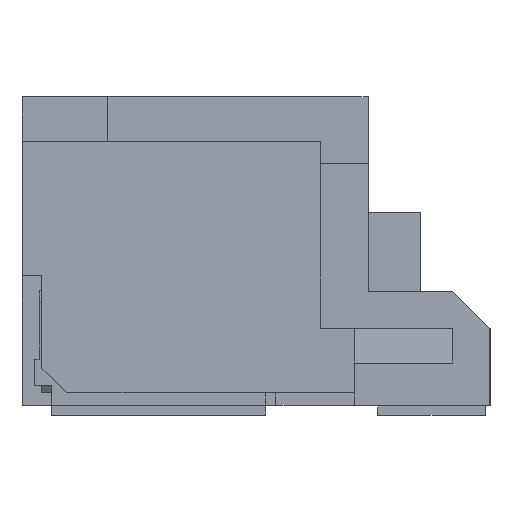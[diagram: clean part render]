
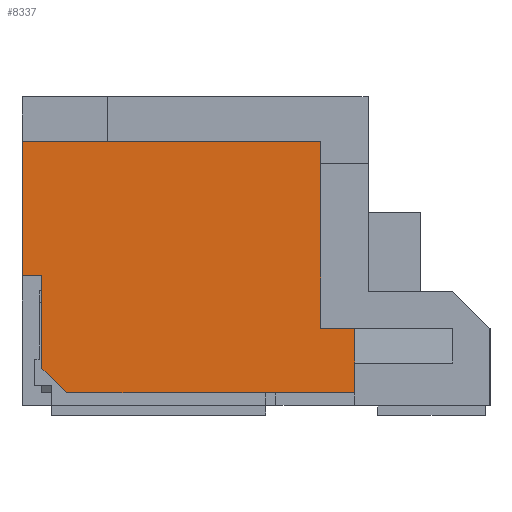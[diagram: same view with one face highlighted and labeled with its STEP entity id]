
A CAD part, left-side view. The second image highlights one B-rep face of the part: STEP entity #8337.
In plain terms, the highlighted planar face has unit normal (-1, 0, 0).
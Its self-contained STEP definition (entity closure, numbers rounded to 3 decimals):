
#441=DIRECTION('',(0.,0.,-1.));
#442=VECTOR('',#441,2.7);
#443=CARTESIAN_POINT('',(-11.,4.9,2.36));
#444=LINE('',#443,#442);
#1917=DIRECTION('',(0.,0.,1.));
#1918=VECTOR('',#1917,0.6);
#1919=CARTESIAN_POINT('',(-11.,-1.784,
-2.69));
#1920=LINE('',#1919,#1918);
#1929=DIRECTION('',(0.,-1.,0.));
#1930=VECTOR('',#1929,5.784);
#1931=CARTESIAN_POINT('',(-11.,4.,-2.69));
#1932=LINE('',#1931,#1930);
#1965=DIRECTION('',(0.,0.,-1.));
#1966=VECTOR('',#1965,1.85);
#1967=CARTESIAN_POINT('',(-11.,4.5,-0.34));
#1968=LINE('',#1967,#1966);
#1985=DIRECTION('',(0.,-0.707,-0.707));
#1986=VECTOR('',#1985,0.707);
#1987=CARTESIAN_POINT('',(-11.,4.5,-2.19));
#1988=LINE('',#1987,#1986);
#1989=DIRECTION('',(0.,1.,0.));
#1990=VECTOR('',#1989,0.4);
#1991=CARTESIAN_POINT('',(-11.,4.5,-0.34));
#1992=LINE('',#1991,#1990);
#1993=DIRECTION('',(0.,-1.,0.));
#1994=VECTOR('',#1993,6.);
#1995=CARTESIAN_POINT('',(-11.,4.9,2.36));
#1996=LINE('',#1995,#1994);
#1997=DIRECTION('',(0.,0.,-1.));
#1998=VECTOR('',#1997,0.7);
#1999=CARTESIAN_POINT('',(-11.,-1.784,
-1.39));
#2000=LINE('',#1999,#1998);
#2053=DIRECTION('',(0.,0.,1.));
#2054=VECTOR('',#2053,3.75);
#2055=CARTESIAN_POINT('',(-11.,-1.1,-1.39));
#2056=LINE('',#2055,#2054);
#2061=DIRECTION('',(0.,1.,0.));
#2062=VECTOR('',#2061,0.684);
#2063=CARTESIAN_POINT('',(-11.,-1.784,
-1.39));
#2064=LINE('',#2063,#2062);
#4386=CARTESIAN_POINT('',(-11.,-1.1,-1.39));
#4388=VERTEX_POINT('',#4386);
#4395=CARTESIAN_POINT('',(-11.,-1.1,2.36));
#4396=VERTEX_POINT('',#4395);
#4437=CARTESIAN_POINT('',(-11.,4.9,2.36));
#4438=VERTEX_POINT('',#4437);
#4481=CARTESIAN_POINT('',(-11.,4.,-2.69));
#4482=VERTEX_POINT('',#4481);
#4483=CARTESIAN_POINT('',(-11.,4.5,-2.19));
#4484=VERTEX_POINT('',#4483);
#4517=CARTESIAN_POINT('',(-11.,-1.784,
-2.69));
#4518=VERTEX_POINT('',#4517);
#4561=CARTESIAN_POINT('',(-11.,-1.784,
-1.39));
#4562=VERTEX_POINT('',#4561);
#4583=CARTESIAN_POINT('',(-11.,-1.784,
-2.09));
#4584=VERTEX_POINT('',#4583);
#4587=CARTESIAN_POINT('',(-11.,4.9,-0.34));
#4588=VERTEX_POINT('',#4587);
#4589=CARTESIAN_POINT('',(-11.,4.5,-0.34));
#4590=VERTEX_POINT('',#4589);
#8315=CARTESIAN_POINT('',(-11.,4.9,-0.34));
#8316=DIRECTION('',(1.,0.,0.));
#8317=DIRECTION('',(0.,0.,1.));
#8318=AXIS2_PLACEMENT_3D('',#8315,#8316,#8317);
#8319=PLANE('',#8318);
#8320=ORIENTED_EDGE('',*,*,#8196,.F.);
#8321=ORIENTED_EDGE('',*,*,#8216,.F.);
#8323=ORIENTED_EDGE('',*,*,#8322,.F.);
#8324=ORIENTED_EDGE('',*,*,#8267,.F.);
#8325=ORIENTED_EDGE('',*,*,#8308,.T.);
#8326=ORIENTED_EDGE('',*,*,#6182,.F.);
#8328=ORIENTED_EDGE('',*,*,#8327,.T.);
#8330=ORIENTED_EDGE('',*,*,#8329,.F.);
#8332=ORIENTED_EDGE('',*,*,#8331,.F.);
#8334=ORIENTED_EDGE('',*,*,#8333,.T.);
#8335=EDGE_LOOP('',(#8320,#8321,#8323,#8324,#8325,#8326,#8328,#8330,#8332,
#8334));
#8336=FACE_OUTER_BOUND('',#8335,.F.);
#8337=ADVANCED_FACE('',(#8336),#8319,.F.);
#6182=EDGE_CURVE('',#4438,#4588,#444,.T.);
#8196=EDGE_CURVE('',#4518,#4584,#1920,.T.);
#8216=EDGE_CURVE('',#4482,#4518,#1932,.T.);
#8267=EDGE_CURVE('',#4590,#4484,#1968,.T.);
#8308=EDGE_CURVE('',#4590,#4588,#1992,.T.);
#8322=EDGE_CURVE('',#4484,#4482,#1988,.T.);
#8327=EDGE_CURVE('',#4438,#4396,#1996,.T.);
#8329=EDGE_CURVE('',#4388,#4396,#2056,.T.);
#8331=EDGE_CURVE('',#4562,#4388,#2064,.T.);
#8333=EDGE_CURVE('',#4562,#4584,#2000,.T.);
